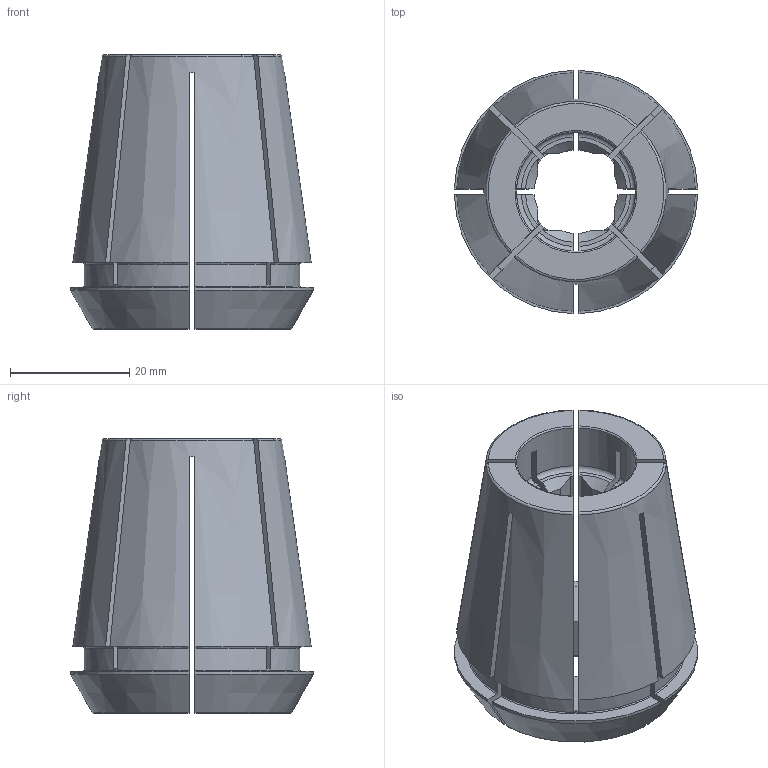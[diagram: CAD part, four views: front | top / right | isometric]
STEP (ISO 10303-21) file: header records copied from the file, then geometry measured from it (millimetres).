
FILE_DESCRIPTION(/* description */ (''),/* implementation_level */ '2;1');
FILE_NAME(/* name */ '144016000.stp',/* time_stamp */ '2021-01-08T13:00:21',/* author */ ('LRA'),/* organization */ ('REGO-FIX'),/* preprocessor_version */ ' Unknown',/* originating_system */ 'SIEMENS PLM Software Solid Edge ST10',/* authorization */ 'Unknown');
FILE_SCHEMA (('AUTOMOTIVE_DESIGN { 1 0 10303 214 2 1 1}'));
Length unit declared in the file: millimetre
Products named in the file (1): NOCUT
Bounding box: 40.79 x 40.79 x 46 mm (x, y, z)
Volume: 32793.2 mm3; surface area: 14868.1 mm2
Topology: 1 solids, 1 shells, 168 faces, 504 edges, 336 vertices
Faces by surface type: plane 68, cylinder 40, torus 36, cone 24
Entity records: 5980 total; most frequent: CARTESIAN_POINT 1436, ORIENTED_EDGE 1008, DIRECTION 920, EDGE_CURVE 504, AXIS2_PLACEMENT_3D 356, VERTEX_POINT 336, LINE 208, VECTOR 208
